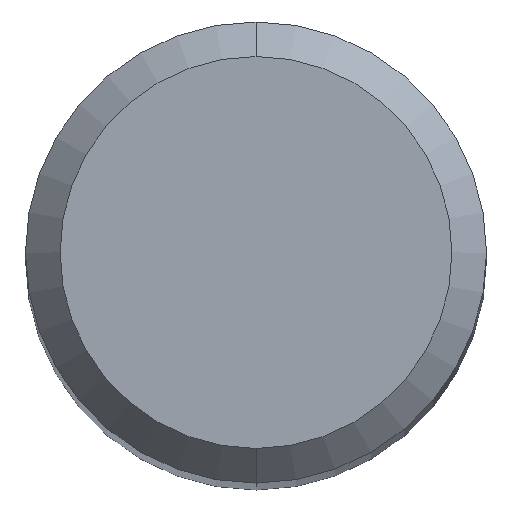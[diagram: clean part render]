
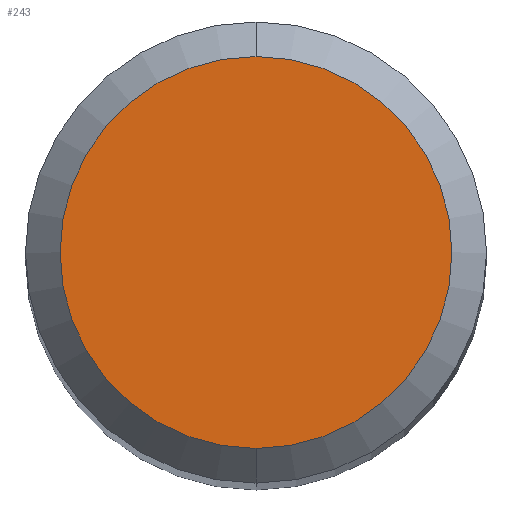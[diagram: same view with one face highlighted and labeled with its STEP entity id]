
A CAD part, top view. The second image highlights one B-rep face of the part: STEP entity #243.
In plain terms, the highlighted planar face has unit normal (0, 0, 1).
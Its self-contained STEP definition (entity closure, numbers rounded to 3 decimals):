
#243=ADVANCED_FACE('',(#543),#544,.T.);
#275=VERTEX_POINT('',#579);
#353=EDGE_CURVE('',#415,#275,#663,.T.);
#363=EDGE_CURVE('',#275,#415,#673,.T.);
#415=VERTEX_POINT('',#728);
#543=FACE_OUTER_BOUND('',#963,.T.);
#544=PLANE('',#964);
#579=CARTESIAN_POINT('',(0.,-1.7,33.654));
#663=CIRCLE('',#1216,1.7);
#673=CIRCLE('',#1248,1.7);
#728=CARTESIAN_POINT('',(0.0,1.7,33.654));
#963=EDGE_LOOP('',(#1518,#1519));
#964=AXIS2_PLACEMENT_3D('',#1520,#1521,#1522);
#1216=AXIS2_PLACEMENT_3D('',#1648,#1649,#1650);
#1248=AXIS2_PLACEMENT_3D('',#1654,#1655,#1656);
#1518=ORIENTED_EDGE('',*,*,#353,.F.);
#1519=ORIENTED_EDGE('',*,*,#363,.F.);
#1520=CARTESIAN_POINT('',(0.0,0.85,33.654));
#1521=DIRECTION('',(-0.0,0.0,1.0));
#1522=DIRECTION('',(0.0,-1.0,0.0));
#1648=CARTESIAN_POINT('',(0.0,0.0,33.654));
#1649=DIRECTION('',(0.0,0.0,-1.0));
#1650=DIRECTION('',(0.0,1.0,0.0));
#1654=CARTESIAN_POINT('',(0.0,0.0,33.654));
#1655=DIRECTION('',(0.0,0.0,-1.0));
#1656=DIRECTION('',(0.0,1.0,0.0));
